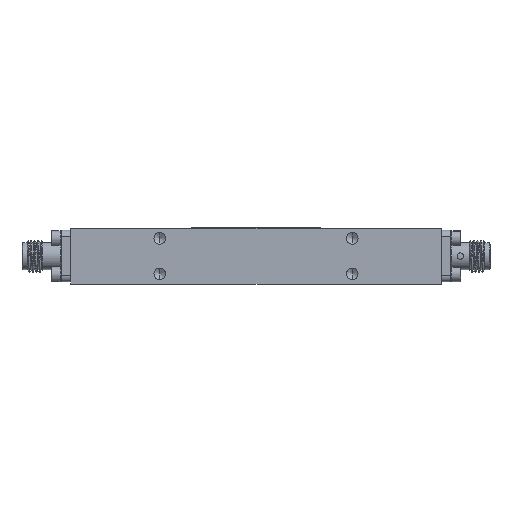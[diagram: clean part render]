
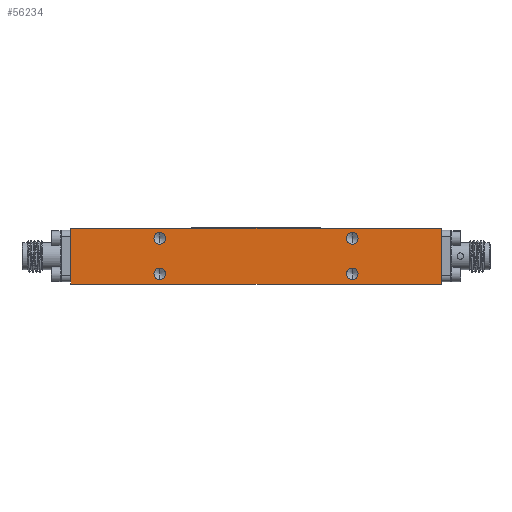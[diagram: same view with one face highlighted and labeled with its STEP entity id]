
A CAD part, front view. The second image highlights one B-rep face of the part: STEP entity #56234.
In plain terms, the highlighted planar face has unit normal (0, -1, 0).
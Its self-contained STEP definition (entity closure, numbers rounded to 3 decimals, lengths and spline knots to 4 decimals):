
#296 = AXIS2_PLACEMENT_3D ( 'NONE', #67489, #62205, #9644 ) ;
#828 = DIRECTION ( 'NONE',  ( 0., 0., -1. ) ) ;
#1207 = VERTEX_POINT ( 'NONE', #64254 ) ;
#1983 = CIRCLE ( 'NONE', #52432, 0.0445 ) ;
#2218 = ORIENTED_EDGE ( 'NONE', *, *, #17869, .F. ) ;
#3141 = CIRCLE ( 'NONE', #5245, 0.0445 ) ;
#3491 = CARTESIAN_POINT ( 'NONE',  ( 0.748, -0.2953, 0.0933 ) ) ;
#5245 = AXIS2_PLACEMENT_3D ( 'NONE', #50280, #34641, #18567 ) ;
#5855 = AXIS2_PLACEMENT_3D ( 'NONE', #35924, #46068, #51324 ) ;
#6121 = EDGE_LOOP ( 'NONE', ( #9789, #60920 ) ) ;
#6288 = EDGE_CURVE ( 'NONE', #62067, #9279, #53121, .T. ) ;
#6398 = LINE ( 'NONE', #27638, #50765 ) ;
#7210 = DIRECTION ( 'NONE',  ( 0., 0., -1. ) ) ;
#7856 = FACE_BOUND ( 'NONE', #6121, .T. ) ;
#9279 = VERTEX_POINT ( 'NONE', #49644 ) ;
#9289 = AXIS2_PLACEMENT_3D ( 'NONE', #47520, #10551, #828 ) ;
#9644 = DIRECTION ( 'NONE',  ( 0., 0., -1. ) ) ;
#9695 = PLANE ( 'NONE',  #35746 ) ;
#9789 = ORIENTED_EDGE ( 'NONE', *, *, #40414, .F. ) ;
#10551 = DIRECTION ( 'NONE',  ( 0., -1., 0. ) ) ;
#10971 = CARTESIAN_POINT ( 'NONE',  ( -1.437, -0.2953, 0.2165 ) ) ;
#11027 = AXIS2_PLACEMENT_3D ( 'NONE', #60362, #64786, #49352 ) ;
#12601 = VERTEX_POINT ( 'NONE', #55894 ) ;
#13772 = EDGE_CURVE ( 'NONE', #47022, #43384, #47461, .T. ) ;
#14750 = CARTESIAN_POINT ( 'NONE',  ( 1.437, -0.2953, 0.2165 ) ) ;
#15478 = ORIENTED_EDGE ( 'NONE', *, *, #18861, .F. ) ;
#16353 = CIRCLE ( 'NONE', #67741, 0.0445 ) ;
#16873 = ORIENTED_EDGE ( 'NONE', *, *, #66728, .T. ) ;
#17433 = CARTESIAN_POINT ( 'NONE',  ( -0.748, -0.2953, 0.1823 ) ) ;
#17869 = EDGE_CURVE ( 'NONE', #30404, #30665, #1983, .T. ) ;
#18385 = CARTESIAN_POINT ( 'NONE',  ( 0.748, -0.2953, -0.1378 ) ) ;
#18567 = DIRECTION ( 'NONE',  ( 0., 0., -1. ) ) ;
#18802 = CARTESIAN_POINT ( 'NONE',  ( 1.437, -0.2953, -0.2165 ) ) ;
#18861 = EDGE_CURVE ( 'NONE', #59463, #30729, #63588, .T. ) ;
#19333 = FACE_BOUND ( 'NONE', #61305, .T. ) ;
#22067 = ORIENTED_EDGE ( 'NONE', *, *, #60396, .T. ) ;
#22176 = EDGE_LOOP ( 'NONE', ( #63693, #44503 ) ) ;
#23532 = DIRECTION ( 'NONE',  ( 0., -1., 0. ) ) ;
#23944 = CARTESIAN_POINT ( 'NONE',  ( -1.437, -0.2953, 0.2165 ) ) ;
#25529 = ORIENTED_EDGE ( 'NONE', *, *, #13772, .F. ) ;
#25677 = ORIENTED_EDGE ( 'NONE', *, *, #41888, .F. ) ;
#27403 = EDGE_CURVE ( 'NONE', #30665, #30404, #55761, .T. ) ;
#27638 = CARTESIAN_POINT ( 'NONE',  ( -1.437, -0.2953, 0.2165 ) ) ;
#27808 = EDGE_CURVE ( 'NONE', #65526, #12601, #63204, .T. ) ;
#30043 = FACE_OUTER_BOUND ( 'NONE', #36646, .T. ) ;
#30404 = VERTEX_POINT ( 'NONE', #64189 ) ;
#30665 = VERTEX_POINT ( 'NONE', #3491 ) ;
#30729 = VERTEX_POINT ( 'NONE', #14750 ) ;
#31016 = DIRECTION ( 'NONE',  ( 0., 0., 1. ) ) ;
#32114 = VERTEX_POINT ( 'NONE', #18802 ) ;
#34157 = ORIENTED_EDGE ( 'NONE', *, *, #27403, .F. ) ;
#34603 = LINE ( 'NONE', #53343, #35396 ) ;
#34641 = DIRECTION ( 'NONE',  ( 0., -1., 0. ) ) ;
#35181 = CARTESIAN_POINT ( 'NONE',  ( 0.748, -0.2953, -0.0933 ) ) ;
#35396 = VECTOR ( 'NONE', #58624, 39.3701 ) ;
#35605 = VECTOR ( 'NONE', #52267, 39.3701 ) ;
#35746 = AXIS2_PLACEMENT_3D ( 'NONE', #41869, #57417, #31016 ) ;
#35924 = CARTESIAN_POINT ( 'NONE',  ( -0.748, -0.2953, 0.1378 ) ) ;
#36646 = EDGE_LOOP ( 'NONE', ( #16873, #25677, #15478, #22067 ) ) ;
#40334 = CARTESIAN_POINT ( 'NONE',  ( 1.437, -0.2953, 0.2165 ) ) ;
#40414 = EDGE_CURVE ( 'NONE', #9279, #62067, #16353, .T. ) ;
#41136 = EDGE_CURVE ( 'NONE', #12601, #65526, #3141, .T. ) ;
#41869 = CARTESIAN_POINT ( 'NONE',  ( -1.437, -0.2953, 0.2165 ) ) ;
#41888 = EDGE_CURVE ( 'NONE', #30729, #32114, #46705, .T. ) ;
#42276 = CARTESIAN_POINT ( 'NONE',  ( -0.748, -0.2953, -0.0933 ) ) ;
#43232 = AXIS2_PLACEMENT_3D ( 'NONE', #18385, #55126, #65937 ) ;
#43384 = VERTEX_POINT ( 'NONE', #35181 ) ;
#44043 = CARTESIAN_POINT ( 'NONE',  ( -0.748, -0.2953, 0.1378 ) ) ;
#44125 = CIRCLE ( 'NONE', #43232, 0.0445 ) ;
#44503 = ORIENTED_EDGE ( 'NONE', *, *, #27808, .F. ) ;
#46068 = DIRECTION ( 'NONE',  ( 0., -1., 0. ) ) ;
#46705 = LINE ( 'NONE', #40334, #65599 ) ;
#47022 = VERTEX_POINT ( 'NONE', #62179 ) ;
#47352 = FACE_BOUND ( 'NONE', #22176, .T. ) ;
#47461 = CIRCLE ( 'NONE', #296, 0.0445 ) ;
#47520 = CARTESIAN_POINT ( 'NONE',  ( -0.748, -0.2953, -0.1378 ) ) ;
#49352 = DIRECTION ( 'NONE',  ( 0., 0., -1. ) ) ;
#49644 = CARTESIAN_POINT ( 'NONE',  ( -0.748, -0.2953, 0.0933 ) ) ;
#50280 = CARTESIAN_POINT ( 'NONE',  ( -0.748, -0.2953, -0.1378 ) ) ;
#50765 = VECTOR ( 'NONE', #7210, 39.3701 ) ;
#51324 = DIRECTION ( 'NONE',  ( 0., 0., -1. ) ) ;
#52267 = DIRECTION ( 'NONE',  ( 1., 0., 0. ) ) ;
#52432 = AXIS2_PLACEMENT_3D ( 'NONE', #68080, #63483, #53118 ) ;
#53118 = DIRECTION ( 'NONE',  ( 0., 0., -1. ) ) ;
#53121 = CIRCLE ( 'NONE', #5855, 0.0445 ) ;
#53343 = CARTESIAN_POINT ( 'NONE',  ( -1.437, -0.2953, -0.2165 ) ) ;
#54491 = ORIENTED_EDGE ( 'NONE', *, *, #55191, .F. ) ;
#55126 = DIRECTION ( 'NONE',  ( 0., -1., 0. ) ) ;
#55191 = EDGE_CURVE ( 'NONE', #43384, #47022, #44125, .T. ) ;
#55761 = CIRCLE ( 'NONE', #11027, 0.0445 ) ;
#55894 = CARTESIAN_POINT ( 'NONE',  ( -0.748, -0.2953, -0.1823 ) ) ;
#56234 = ADVANCED_FACE ( 'NONE', ( #47352, #19333, #67025, #7856, #30043 ), #9695, .F. ) ;
#57417 = DIRECTION ( 'NONE',  ( 0., 1., 0. ) ) ;
#58624 = DIRECTION ( 'NONE',  ( 1., 0., 0. ) ) ;
#59463 = VERTEX_POINT ( 'NONE', #23944 ) ;
#60362 = CARTESIAN_POINT ( 'NONE',  ( 0.748, -0.2953, 0.1378 ) ) ;
#60396 = EDGE_CURVE ( 'NONE', #59463, #1207, #6398, .T. ) ;
#60920 = ORIENTED_EDGE ( 'NONE', *, *, #6288, .F. ) ;
#61305 = EDGE_LOOP ( 'NONE', ( #34157, #2218 ) ) ;
#61413 = DIRECTION ( 'NONE',  ( 0., 0., -1. ) ) ;
#62067 = VERTEX_POINT ( 'NONE', #17433 ) ;
#62179 = CARTESIAN_POINT ( 'NONE',  ( 0.748, -0.2953, -0.1823 ) ) ;
#62205 = DIRECTION ( 'NONE',  ( 0., -1., 0. ) ) ;
#63204 = CIRCLE ( 'NONE', #9289, 0.0445 ) ;
#63289 = EDGE_LOOP ( 'NONE', ( #25529, #54491 ) ) ;
#63483 = DIRECTION ( 'NONE',  ( 0., -1., 0. ) ) ;
#63588 = LINE ( 'NONE', #10971, #35605 ) ;
#63693 = ORIENTED_EDGE ( 'NONE', *, *, #41136, .F. ) ;
#64189 = CARTESIAN_POINT ( 'NONE',  ( 0.748, -0.2953, 0.1823 ) ) ;
#64254 = CARTESIAN_POINT ( 'NONE',  ( -1.437, -0.2953, -0.2165 ) ) ;
#64786 = DIRECTION ( 'NONE',  ( 0., -1., 0. ) ) ;
#64921 = DIRECTION ( 'NONE',  ( 0., 0., -1. ) ) ;
#65526 = VERTEX_POINT ( 'NONE', #42276 ) ;
#65599 = VECTOR ( 'NONE', #61413, 39.3701 ) ;
#65937 = DIRECTION ( 'NONE',  ( 0., 0., -1. ) ) ;
#66728 = EDGE_CURVE ( 'NONE', #1207, #32114, #34603, .T. ) ;
#67025 = FACE_BOUND ( 'NONE', #63289, .T. ) ;
#67489 = CARTESIAN_POINT ( 'NONE',  ( 0.748, -0.2953, -0.1378 ) ) ;
#67741 = AXIS2_PLACEMENT_3D ( 'NONE', #44043, #23532, #64921 ) ;
#68080 = CARTESIAN_POINT ( 'NONE',  ( 0.748, -0.2953, 0.1378 ) ) ;
